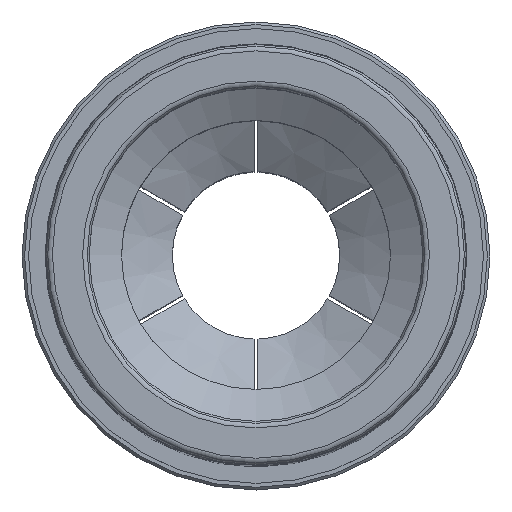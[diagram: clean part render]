
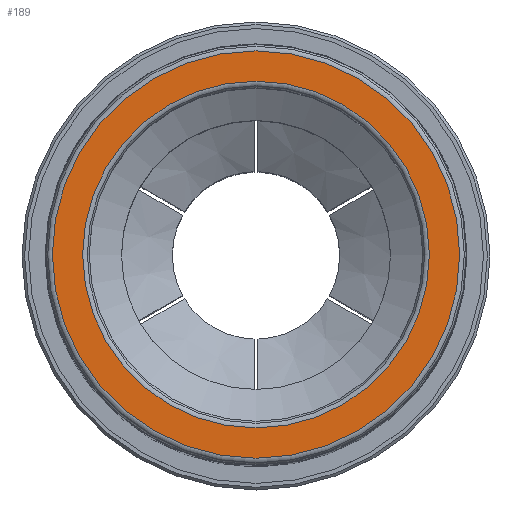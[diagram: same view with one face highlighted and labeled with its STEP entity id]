
A CAD part, top view. The second image highlights one B-rep face of the part: STEP entity #189.
In plain terms, the highlighted planar face has unit normal (0, 0, 1).
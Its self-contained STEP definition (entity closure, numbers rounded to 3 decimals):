
#189=ADVANCED_FACE('',(#284,#285),#257,.F.);
#257=PLANE('',#1493);
#284=FACE_BOUND('',#336,.T.);
#285=FACE_BOUND('',#337,.T.);
#336=EDGE_LOOP('',(#530));
#337=EDGE_LOOP('',(#531));
#440=CIRCLE('',#1491,15.45);
#441=CIRCLE('',#1492,13.15);
#530=ORIENTED_EDGE('',*,*,#1094,.T.);
#531=ORIENTED_EDGE('',*,*,#1095,.T.);
#942=VERTEX_POINT('',#2057);
#943=VERTEX_POINT('',#2059);
#1094=EDGE_CURVE('',#942,#942,#440,.T.);
#1095=EDGE_CURVE('',#943,#943,#441,.T.);
#1491=AXIS2_PLACEMENT_3D('',#2056,#1676,#1677);
#1492=AXIS2_PLACEMENT_3D('',#2058,#1678,#1679);
#1493=AXIS2_PLACEMENT_3D('',#2060,#1680,#1681);
#1676=DIRECTION('',(0.,0.,1.));
#1677=DIRECTION('',(-1.,0.,0.));
#1678=DIRECTION('',(0.,0.,-1.));
#1679=DIRECTION('',(1.,0.,0.));
#1680=DIRECTION('',(0.,0.,-1.));
#1681=DIRECTION('',(1.,0.,0.));
#2056=CARTESIAN_POINT('',(0.,0.,60.5));
#2057=CARTESIAN_POINT('',(-15.45,0.,60.5));
#2058=CARTESIAN_POINT('',(0.,0.,60.5));
#2059=CARTESIAN_POINT('',(13.15,0.,60.5));
#2060=CARTESIAN_POINT('',(0.,0.,60.5));
